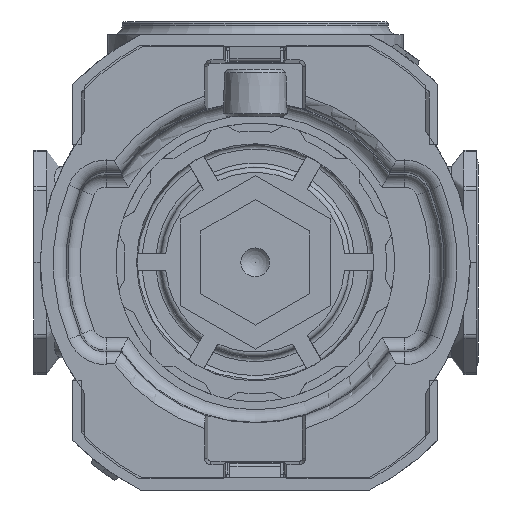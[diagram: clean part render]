
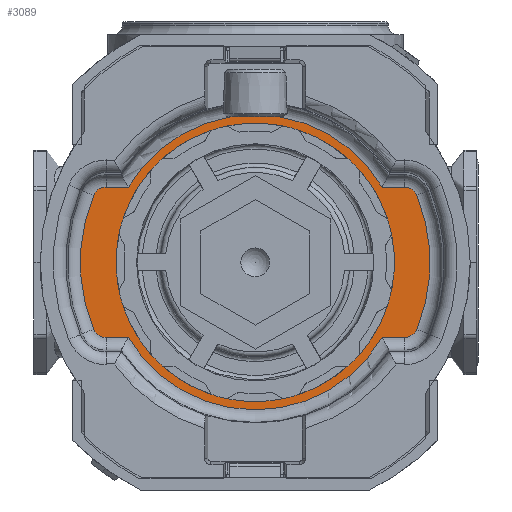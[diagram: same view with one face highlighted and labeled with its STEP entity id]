
A CAD part, front view. The second image highlights one B-rep face of the part: STEP entity #3089.
In plain terms, the highlighted planar face has unit normal (0, -1, 0).
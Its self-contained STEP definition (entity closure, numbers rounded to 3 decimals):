
#3089 = ADVANCED_FACE( '', ( #6594 ), #6595, .T. );
#6594 = FACE_OUTER_BOUND( '', #10501, .T. );
#6595 = PLANE( '', #10502 );
#10501 = EDGE_LOOP( '', ( #19850, #19851, #19852, #19853, #19854, #19855, #19856, #19857, #19858, #19859, #19860, #19861, #19862, #19863, #19864, #19865 ) );
#10502 = AXIS2_PLACEMENT_3D( '', #19866, #19867, #19868 );
#19850 = ORIENTED_EDGE( '', *, *, #26875, .F. );
#19851 = ORIENTED_EDGE( '', *, *, #26538, .T. );
#19852 = ORIENTED_EDGE( '', *, *, #24137, .F. );
#19853 = ORIENTED_EDGE( '', *, *, #26331, .T. );
#19854 = ORIENTED_EDGE( '', *, *, #26713, .T. );
#19855 = ORIENTED_EDGE( '', *, *, #26876, .T. );
#19856 = ORIENTED_EDGE( '', *, *, #23281, .T. );
#19857 = ORIENTED_EDGE( '', *, *, #26145, .F. );
#19858 = ORIENTED_EDGE( '', *, *, #25690, .T. );
#19859 = ORIENTED_EDGE( '', *, *, #26877, .T. );
#19860 = ORIENTED_EDGE( '', *, *, #26736, .T. );
#19861 = ORIENTED_EDGE( '', *, *, #26878, .F. );
#19862 = ORIENTED_EDGE( '', *, *, #26282, .F. );
#19863 = ORIENTED_EDGE( '', *, *, #25609, .F. );
#19864 = ORIENTED_EDGE( '', *, *, #26879, .F. );
#19865 = ORIENTED_EDGE( '', *, *, #26880, .T. );
#19866 = CARTESIAN_POINT( '', ( 0., 12., 0. ) );
#19867 = DIRECTION( '', ( 0., -1., 0. ) );
#19868 = DIRECTION( '', ( 0., 0., -1. ) );
#23281 = EDGE_CURVE( '', #27940, #27938, #27941, .T. );
#24137 = EDGE_CURVE( '', #29427, #29422, #29429, .T. );
#25609 = EDGE_CURVE( '', #31759, #31760, #31761, .T. );
#25690 = EDGE_CURVE( '', #31876, #31874, #31877, .T. );
#26145 = EDGE_CURVE( '', #31876, #27938, #32512, .T. );
#26282 = EDGE_CURVE( '', #31760, #32694, #32695, .T. );
#26331 = EDGE_CURVE( '', #29427, #32754, #32755, .T. );
#26538 = EDGE_CURVE( '', #33036, #29422, #33037, .T. );
#26713 = EDGE_CURVE( '', #32754, #33251, #33253, .T. );
#26736 = EDGE_CURVE( '', #33279, #33284, #33286, .T. );
#26875 = EDGE_CURVE( '', #33036, #33457, #33458, .T. );
#26876 = EDGE_CURVE( '', #33251, #27940, #33459, .T. );
#26877 = EDGE_CURVE( '', #31874, #33279, #33460, .T. );
#26878 = EDGE_CURVE( '', #32694, #33284, #33461, .T. );
#26879 = EDGE_CURVE( '', #33462, #31759, #33463, .T. );
#26880 = EDGE_CURVE( '', #33462, #33457, #33464, .T. );
#27938 = VERTEX_POINT( '', #35081 );
#27940 = VERTEX_POINT( '', #35083 );
#27941 = CIRCLE( '', #35084, 2.15 );
#29422 = VERTEX_POINT( '', #38157 );
#29427 = VERTEX_POINT( '', #38176 );
#29429 = LINE( '', #38178, #38179 );
#31759 = VERTEX_POINT( '', #43179 );
#31760 = VERTEX_POINT( '', #43180 );
#31761 = CIRCLE( '', #43181, 27.65 );
#31874 = VERTEX_POINT( '', #43418 );
#31876 = VERTEX_POINT( '', #43433 );
#31877 = LINE( '', #43434, #43435 );
#32512 = LINE( '', #44637, #44638 );
#32694 = VERTEX_POINT( '', #44970 );
#32695 = CIRCLE( '', #44971, 2.15 );
#32754 = VERTEX_POINT( '', #45080 );
#32755 = LINE( '', #45081, #45082 );
#33036 = VERTEX_POINT( '', #45521 );
#33037 = CIRCLE( '', #45522, 23.325 );
#33251 = VERTEX_POINT( '', #45951 );
#33253 = CIRCLE( '', #45953, 2.15 );
#33279 = VERTEX_POINT( '', #45986 );
#33284 = VERTEX_POINT( '', #46005 );
#33286 = LINE( '', #46007, #46008 );
#33457 = VERTEX_POINT( '', #46354 );
#33458 = LINE( '', #46355, #46356 );
#33459 = CIRCLE( '', #46357, 27.65 );
#33460 = CIRCLE( '', #46358, 23.325 );
#33461 = LINE( '', #46359, #46360 );
#33462 = VERTEX_POINT( '', #46361 );
#33463 = CIRCLE( '', #46362, 2.15 );
#33464 = LINE( '', #46363, #46364 );
#35081 = CARTESIAN_POINT( '', ( 23.559, 12., 11.908 ) );
#35083 = CARTESIAN_POINT( '', ( 25.545, 12., 10.581 ) );
#35084 = AXIS2_PLACEMENT_3D( '', #47867, #47868, #47869 );
#38157 = CARTESIAN_POINT( '', ( 20.067, 12., -11.89 ) );
#38176 = CARTESIAN_POINT( '', ( 23.559, 12., -11.89 ) );
#38178 = CARTESIAN_POINT( '', ( 23.559, 12., -11.89 ) );
#38179 = VECTOR( '', #48823, 1000. );
#43179 = CARTESIAN_POINT( '', ( -25.545, 12., -10.581 ) );
#43180 = CARTESIAN_POINT( '', ( -25.545, 12., 10.581 ) );
#43181 = AXIS2_PLACEMENT_3D( '', #50467, #50468, #50469 );
#43418 = CARTESIAN_POINT( '', ( 20.067, 12., 11.89 ) );
#43433 = CARTESIAN_POINT( '', ( 23.559, 12., 11.89 ) );
#43434 = CARTESIAN_POINT( '', ( 23.559, 12., 11.89 ) );
#43435 = VECTOR( '', #50553, 1000. );
#44637 = CARTESIAN_POINT( '', ( 23.559, 12., 9.758 ) );
#44638 = VECTOR( '', #51055, 1000. );
#44970 = CARTESIAN_POINT( '', ( -23.559, 12., 11.908 ) );
#44971 = AXIS2_PLACEMENT_3D( '', #51193, #51194, #51195 );
#45080 = CARTESIAN_POINT( '', ( 23.559, 12., -11.908 ) );
#45081 = CARTESIAN_POINT( '', ( 23.559, 12., -9.758 ) );
#45082 = VECTOR( '', #51244, 1000. );
#45521 = CARTESIAN_POINT( '', ( -20.067, 12., -11.89 ) );
#45522 = AXIS2_PLACEMENT_3D( '', #51534, #51535, #51536 );
#45951 = CARTESIAN_POINT( '', ( 25.545, 12., -10.581 ) );
#45953 = AXIS2_PLACEMENT_3D( '', #51691, #51692, #51693 );
#45986 = CARTESIAN_POINT( '', ( -20.067, 12., 11.89 ) );
#46005 = CARTESIAN_POINT( '', ( -23.559, 12., 11.89 ) );
#46007 = CARTESIAN_POINT( '', ( 23.559, 12., 11.89 ) );
#46008 = VECTOR( '', #51717, 1000. );
#46354 = CARTESIAN_POINT( '', ( -23.559, 12., -11.89 ) );
#46355 = CARTESIAN_POINT( '', ( 23.559, 12., -11.89 ) );
#46356 = VECTOR( '', #51856, 1000. );
#46357 = AXIS2_PLACEMENT_3D( '', #51857, #51858, #51859 );
#46358 = AXIS2_PLACEMENT_3D( '', #51860, #51861, #51862 );
#46359 = CARTESIAN_POINT( '', ( -23.559, 12., 11.908 ) );
#46360 = VECTOR( '', #51863, 1000. );
#46361 = CARTESIAN_POINT( '', ( -23.559, 12., -11.908 ) );
#46362 = AXIS2_PLACEMENT_3D( '', #51864, #51865, #51866 );
#46363 = CARTESIAN_POINT( '', ( -23.559, 12., -11.908 ) );
#46364 = VECTOR( '', #51867, 1000. );
#47867 = CARTESIAN_POINT( '', ( 23.559, 12., 9.758 ) );
#47868 = DIRECTION( '', ( 0., -1., 0. ) );
#47869 = DIRECTION( '', ( 0., 0., -1. ) );
#48823 = DIRECTION( '', ( -1., 0., 0. ) );
#50467 = CARTESIAN_POINT( '', ( 0., 12., 0. ) );
#50468 = DIRECTION( '', ( 0., 1., 0. ) );
#50469 = DIRECTION( '', ( 0., 0., 1. ) );
#50553 = DIRECTION( '', ( -1., 0., 0. ) );
#51055 = DIRECTION( '', ( 0., 0., 1. ) );
#51193 = CARTESIAN_POINT( '', ( -23.559, 12., 9.758 ) );
#51194 = DIRECTION( '', ( 0., 1., 0. ) );
#51195 = DIRECTION( '', ( 0., 0., 1. ) );
#51244 = DIRECTION( '', ( 0., 0., -1. ) );
#51534 = CARTESIAN_POINT( '', ( 0., 12., 0. ) );
#51535 = DIRECTION( '', ( 0., -1., 0. ) );
#51536 = DIRECTION( '', ( 0., 0., -1. ) );
#51691 = CARTESIAN_POINT( '', ( 23.559, 12., -9.758 ) );
#51692 = DIRECTION( '', ( 0., -1., 0. ) );
#51693 = DIRECTION( '', ( 0., 0., -1. ) );
#51717 = DIRECTION( '', ( -1., 0., 0. ) );
#51856 = DIRECTION( '', ( -1., 0., 0. ) );
#51857 = CARTESIAN_POINT( '', ( 0., 12., 0. ) );
#51858 = DIRECTION( '', ( 0., -1., 0. ) );
#51859 = DIRECTION( '', ( 0., 0., -1. ) );
#51860 = CARTESIAN_POINT( '', ( 0., 12., 0. ) );
#51861 = DIRECTION( '', ( 0., -1., 0. ) );
#51862 = DIRECTION( '', ( 0., 0., -1. ) );
#51863 = DIRECTION( '', ( 0., 0., -1. ) );
#51864 = CARTESIAN_POINT( '', ( -23.559, 12., -9.758 ) );
#51865 = DIRECTION( '', ( 0., 1., 0. ) );
#51866 = DIRECTION( '', ( 0., 0., 1. ) );
#51867 = DIRECTION( '', ( 0., 0., 1. ) );
